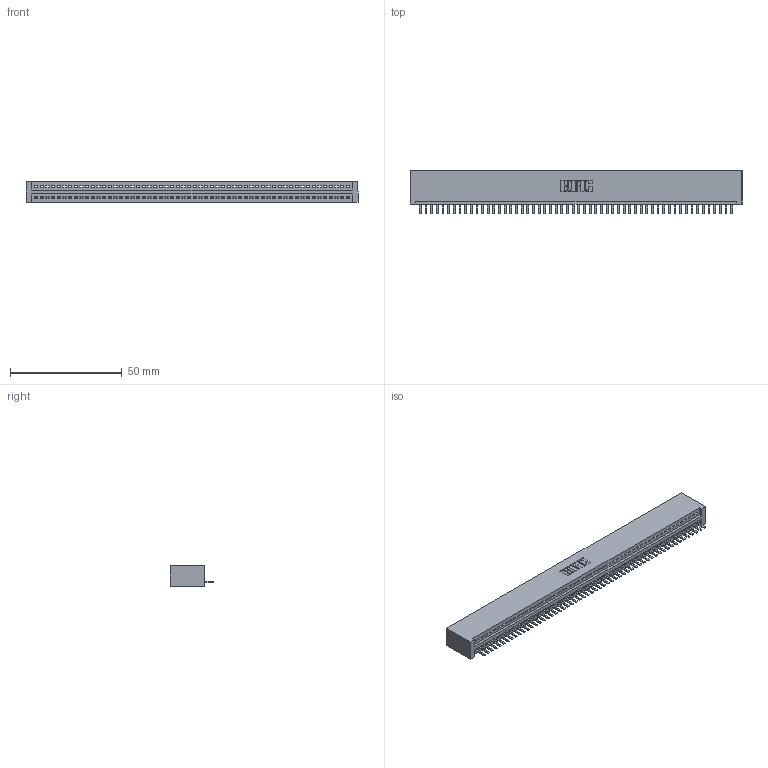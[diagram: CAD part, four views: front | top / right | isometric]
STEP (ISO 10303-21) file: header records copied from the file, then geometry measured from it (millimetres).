
FILE_DESCRIPTION (( 'STEP AP203' ), '1' );
FILE_NAME ('395-056-520-101.STEP', '2019-10-23T21:29:54', ( '' ), ( '' ), 'SwSTEP 2.0', 'SolidWorks 2016', '' );
FILE_SCHEMA (( 'CONFIG_CONTROL_DESIGN' ));
Length unit declared in the file: inch
Products named in the file (3): 345-292-001_345-293-120; 345 Part_No Mounting Lugs; 395-056-520-101
Assembly tree (57 placements, depth 2):
  395-056-520-101
    345 Part_No Mounting Lugs
    345-292-001_345-293-120  x56
Bounding box: 148.84 x 19.68 x 9.4 mm (x, y, z)
Volume: 14675.3 mm3; surface area: 19355.6 mm2
Topology: 57 solids, 57 shells, 3590 faces, 10621 edges, 6930 vertices
Faces by surface type: plane 2428, cylinder 1162
Entity records: 40099 total; most frequent: CARTESIAN_POINT 6964, ORIENTED_EDGE 6942, DIRECTION 6043, EDGE_CURVE 3471, VECTOR 3119, LINE 3119, VERTEX_POINT 2310, AXIS2_PLACEMENT_3D 1462
